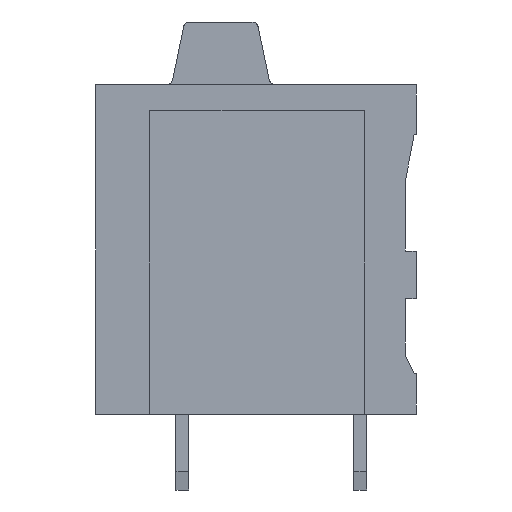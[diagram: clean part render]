
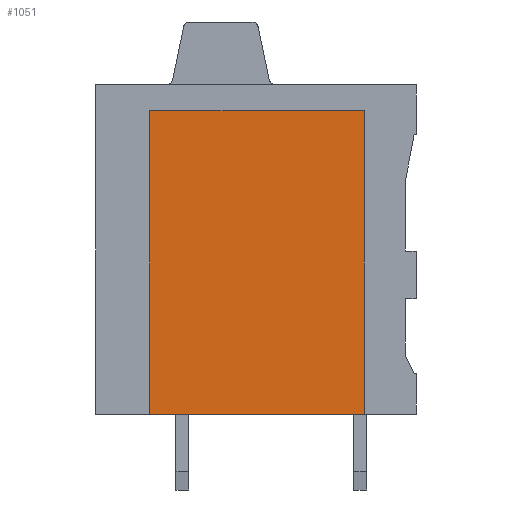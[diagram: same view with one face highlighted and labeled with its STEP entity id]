
A CAD part, left-side view. The second image highlights one B-rep face of the part: STEP entity #1051.
In plain terms, the highlighted planar face has unit normal (-1, 0, 0).
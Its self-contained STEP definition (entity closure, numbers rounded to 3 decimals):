
#1031=AXIS2_PLACEMENT_3D('Plane Axis2P3D',#1028,#1029,#1030) ;
#339=CARTESIAN_POINT('Vertex',(1.1,2.4,3.5)) ;
#342=CARTESIAN_POINT('Line Origine',(1.1,7.35,3.5)) ;
#346=CARTESIAN_POINT('Vertex',(1.1,12.3,3.5)) ;
#1012=CARTESIAN_POINT('Vertex',(1.1,2.4,17.5)) ;
#1015=CARTESIAN_POINT('Line Origine',(1.1,2.4,10.5)) ;
#1028=CARTESIAN_POINT('Axis2P3D Location',(1.1,-3.5,22.7)) ;
#1033=CARTESIAN_POINT('Line Origine',(1.1,7.35,17.5)) ;
#1037=CARTESIAN_POINT('Vertex',(1.1,12.3,17.5)) ;
#1040=CARTESIAN_POINT('Line Origine',(1.1,12.3,10.5)) ;
#343=DIRECTION('Vector Direction',(0.,1.,0.)) ;
#1016=DIRECTION('Vector Direction',(0.,0.,-1.)) ;
#1029=DIRECTION('Axis2P3D Direction',(-1.,0.,0.)) ;
#1030=DIRECTION('Axis2P3D XDirection',(0.,0.,1.)) ;
#1034=DIRECTION('Vector Direction',(0.,1.,0.)) ;
#1041=DIRECTION('Vector Direction',(0.,0.,-1.)) ;
#344=VECTOR('Line Direction',#343,1.) ;
#1017=VECTOR('Line Direction',#1016,1.) ;
#1035=VECTOR('Line Direction',#1034,1.) ;
#1042=VECTOR('Line Direction',#1041,1.) ;
#1046=ORIENTED_EDGE('',*,*,#1019,.F.) ;
#1047=ORIENTED_EDGE('',*,*,#1039,.T.) ;
#1048=ORIENTED_EDGE('',*,*,#1044,.T.) ;
#1049=ORIENTED_EDGE('',*,*,#348,.F.) ;
#1051=ADVANCED_FACE('housing left',(#1050),#1032,.T.) ;
#348=EDGE_CURVE('',#340,#347,#345,.T.) ;
#1019=EDGE_CURVE('',#1013,#340,#1018,.T.) ;
#1039=EDGE_CURVE('',#1013,#1038,#1036,.T.) ;
#1044=EDGE_CURVE('',#1038,#347,#1043,.T.) ;
#1045=EDGE_LOOP('',(#1046,#1047,#1048,#1049)) ;
#1050=FACE_OUTER_BOUND('',#1045,.T.) ;
#345=LINE('Line',#342,#344) ;
#1018=LINE('Line',#1015,#1017) ;
#1036=LINE('Line',#1033,#1035) ;
#1043=LINE('Line',#1040,#1042) ;
#1032=PLANE('',#1031) ;
#340=VERTEX_POINT('',#339) ;
#347=VERTEX_POINT('',#346) ;
#1013=VERTEX_POINT('',#1012) ;
#1038=VERTEX_POINT('',#1037) ;
